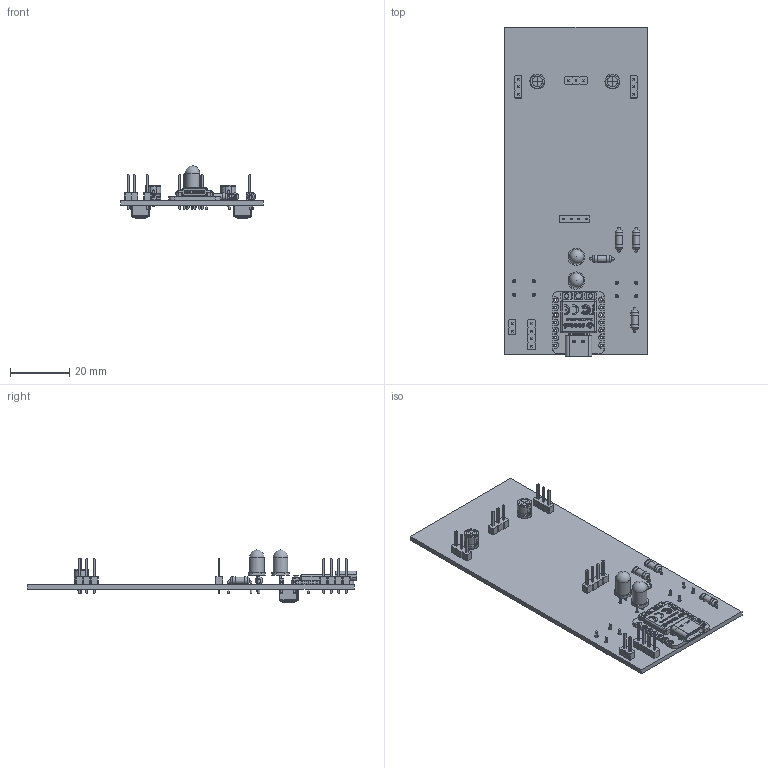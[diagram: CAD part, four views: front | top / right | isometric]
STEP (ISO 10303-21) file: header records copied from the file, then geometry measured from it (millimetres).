
FILE_DESCRIPTION(('KiCad electronic assembly'),'2;1');
FILE_NAME('Cashout Station PCB.step','2025-07-24T15:57:12',('Pcbnew'),( 'Kicad'),'Open CASCADE STEP processor 7.8','KiCad to STEP converter' ,'Unknown');
FILE_SCHEMA(('AUTOMOTIVE_DESIGN { 1 0 10303 214 1 1 1 1 }'));
Length unit declared in the file: millimetre
Products named in the file (18): Cashout Station PCB 1; PinHeader_1x02_P2.54mm_Vertical; PinHeader_1x02_P254mm_Vertical; PinHeader_1x03_P2.54mm_Vertical; PinHeader_1x03_P254mm_Vertical; LED_D5.0mm; R_Axial_DIN0207_L6.3mm_D2.5mm_P7.62mm_Horizontal; R_Axial_DIN0207_L63mm_D25mm_P762mm_Horizontal; PinHeader_1x04_P2.54mm_Vertical; PinHeader_1x04_P254mm_Vertical; CP_Radial_D5.0mm_P2.50mm; CP_Radial_D50mm_P250mm; Seeed Studio XIAO RP2040 v26; SW_PUSH_6mm; _autosave-Cashout Station_PCB
Assembly tree (26 placements, depth 3):
  Cashout Station PCB 1
    PinHeader_1x02_P2.54mm_Vertical
      PinHeader_1x02_P254mm_Vertical
    PinHeader_1x03_P2.54mm_Vertical  x3
      PinHeader_1x03_P254mm_Vertical
    LED_D5.0mm  x2
      LED_D5.0mm
    R_Axial_DIN0207_L6.3mm_D2.5mm_P7.62mm_Horizontal  x4
      R_Axial_DIN0207_L63mm_D25mm_P762mm_Horizontal
    PinHeader_1x04_P2.54mm_Vertical  x2
      PinHeader_1x04_P254mm_Vertical
    CP_Radial_D5.0mm_P2.50mm  x2
      CP_Radial_D50mm_P250mm
    Seeed Studio XIAO RP2040 v26
      Seeed Studio XIAO RP2040 v26
    SW_PUSH_6mm  x2
      SW_PUSH_6mm
    _autosave-Cashout Station_PCB
Bounding box: 48 x 110.88 x 17.6 mm (x, y, z)
Volume: 10478.7 mm3; surface area: 15673.3 mm2
Topology: 100 solids, 102 shells, 2180 faces, 5393 edges, 3480 vertices
Faces by surface type: plane 1547, cylinder 364, bspline 207, torus 34, sphere 12, revolution 10, cone 6
Full cylindrical faces by diameter (mm): 0.4 x1, 0.5 x6, 0.6 x8, 0.8 x26, 0.9 x4, 1 x41, 1.1 x8, 1.5 x2, 2 x1, 2.25 x4, 2.5 x8, 3.5 x2, 4.9 x2
Entity records: 56454 total; most frequent: CARTESIAN_POINT 12465, ORIENTED_EDGE 8578, DIRECTION 7581, EDGE_CURVE 4289, LINE 3244, VECTOR 3244, VERTEX_POINT 2791, AXIS2_PLACEMENT_3D 2166
